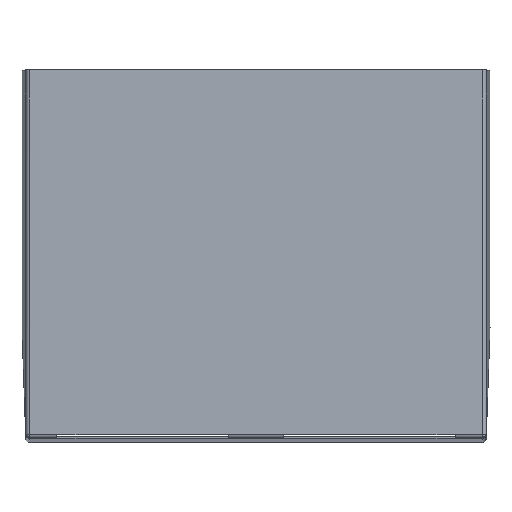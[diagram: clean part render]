
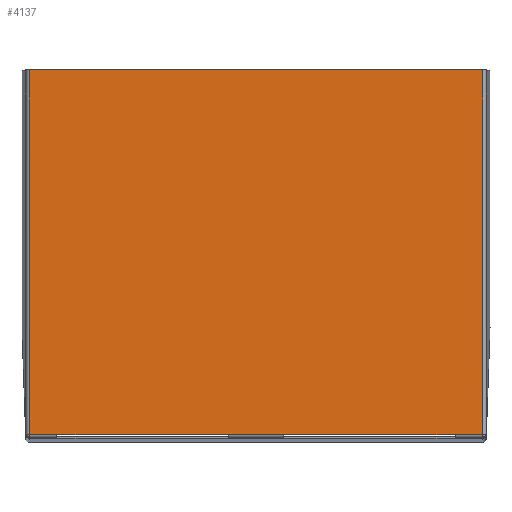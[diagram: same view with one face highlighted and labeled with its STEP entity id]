
A CAD part, front view. The second image highlights one B-rep face of the part: STEP entity #4137.
In plain terms, the highlighted planar face has unit normal (0, -1, 0.007).
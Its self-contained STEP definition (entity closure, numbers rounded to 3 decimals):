
#91 = LINE ( 'NONE', #10533, #6585 ) ;
#152 = DIRECTION ( 'NONE',  ( -1., 0., 0. ) ) ;
#187 = VECTOR ( 'NONE', #2325, 1000. ) ;
#272 = ORIENTED_EDGE ( 'NONE', *, *, #5427, .F. ) ;
#783 = DIRECTION ( 'NONE',  ( -1., 0., 0. ) ) ;
#850 = VERTEX_POINT ( 'NONE', #3503 ) ;
#988 = CARTESIAN_POINT ( 'NONE',  ( 939.895, 23.033, -219.938 ) ) ;
#1240 = LINE ( 'NONE', #1797, #1755 ) ;
#1434 = CARTESIAN_POINT ( 'NONE',  ( 915.895, 23.033, -219.938 ) ) ;
#1639 = ORIENTED_EDGE ( 'NONE', *, *, #8070, .F. ) ;
#1699 = EDGE_CURVE ( 'NONE', #9131, #6480, #1240, .T. ) ;
#1700 = CARTESIAN_POINT ( 'NONE',  ( 1026.372, 24.139, -61.49 ) ) ;
#1755 = VECTOR ( 'NONE', #7698, 1000. ) ;
#1797 = CARTESIAN_POINT ( 'NONE',  ( 829.419, 23.033, -219.938 ) ) ;
#1817 = VERTEX_POINT ( 'NONE', #1434 ) ;
#2210 = DIRECTION ( 'NONE',  ( 0., 1., -0.007 ) ) ;
#2325 = DIRECTION ( 'NONE',  ( 1., 0., 0. ) ) ;
#2447 = LINE ( 'NONE', #6541, #187 ) ;
#2596 = FACE_OUTER_BOUND ( 'NONE', #4999, .T. ) ;
#2698 = VECTOR ( 'NONE', #152, 1000. ) ;
#2989 = LINE ( 'NONE', #988, #2698 ) ;
#3105 = VECTOR ( 'NONE', #783, 1000. ) ;
#3175 = ORIENTED_EDGE ( 'NONE', *, *, #9663, .F. ) ;
#3315 = VERTEX_POINT ( 'NONE', #5755 ) ;
#3381 = DIRECTION ( 'NONE',  ( 0., -0.007, -1. ) ) ;
#3503 = CARTESIAN_POINT ( 'NONE',  ( 829.419, 23.033, -219.938 ) ) ;
#3857 = DIRECTION ( 'NONE',  ( -1., 0., 0. ) ) ;
#3875 = PLANE ( 'NONE',  #4822 ) ;
#4137 = ADVANCED_FACE ( 'NONE', ( #2596 ), #3875, .F. ) ;
#4435 = VECTOR ( 'NONE', #10135, 1000. ) ;
#4822 = AXIS2_PLACEMENT_3D ( 'NONE', #7263, #2210, #8096 ) ;
#4999 = EDGE_LOOP ( 'NONE', ( #9493, #1639, #3175, #10564, #7206, #272, #10575, #10689 ) ) ;
#5043 = CARTESIAN_POINT ( 'NONE',  ( 1026.372, 23.033, -219.938 ) ) ;
#5159 = VERTEX_POINT ( 'NONE', #6696 ) ;
#5337 = LINE ( 'NONE', #8817, #7551 ) ;
#5361 = LINE ( 'NONE', #5807, #3105 ) ;
#5427 = EDGE_CURVE ( 'NONE', #6480, #10271, #2989, .T. ) ;
#5755 = CARTESIAN_POINT ( 'NONE',  ( 841.419, 23.033, -219.938 ) ) ;
#5807 = CARTESIAN_POINT ( 'NONE',  ( 841.419, 23.033, -219.938 ) ) ;
#6056 = CARTESIAN_POINT ( 'NONE',  ( 1014.371, 23.033, -219.938 ) ) ;
#6480 = VERTEX_POINT ( 'NONE', #6056 ) ;
#6541 = CARTESIAN_POINT ( 'NONE',  ( 868.282, 24.139, -61.49 ) ) ;
#6585 = VECTOR ( 'NONE', #3857, 1000. ) ;
#6696 = CARTESIAN_POINT ( 'NONE',  ( 829.419, 24.139, -61.49 ) ) ;
#6704 = EDGE_CURVE ( 'NONE', #10271, #1817, #91, .T. ) ;
#7206 = ORIENTED_EDGE ( 'NONE', *, *, #6704, .F. ) ;
#7263 = CARTESIAN_POINT ( 'NONE',  ( 982.959, 23.815, -107.85 ) ) ;
#7551 = VECTOR ( 'NONE', #9704, 1000. ) ;
#7698 = DIRECTION ( 'NONE',  ( -1., 0., 0. ) ) ;
#7866 = CARTESIAN_POINT ( 'NONE',  ( 939.895, 23.033, -219.938 ) ) ;
#8038 = EDGE_CURVE ( 'NONE', #8122, #9131, #10899, .T. ) ;
#8070 = EDGE_CURVE ( 'NONE', #850, #5159, #8934, .T. ) ;
#8096 = DIRECTION ( 'NONE',  ( 0., 0.007, 1. ) ) ;
#8122 = VERTEX_POINT ( 'NONE', #1700 ) ;
#8656 = VECTOR ( 'NONE', #3381, 1000. ) ;
#8765 = EDGE_CURVE ( 'NONE', #5159, #8122, #2447, .T. ) ;
#8817 = CARTESIAN_POINT ( 'NONE',  ( 829.419, 23.033, -219.938 ) ) ;
#8934 = LINE ( 'NONE', #9282, #4435 ) ;
#9019 = EDGE_CURVE ( 'NONE', #1817, #3315, #5361, .T. ) ;
#9131 = VERTEX_POINT ( 'NONE', #10106 ) ;
#9282 = CARTESIAN_POINT ( 'NONE',  ( 829.419, 23.033, -219.938 ) ) ;
#9493 = ORIENTED_EDGE ( 'NONE', *, *, #8765, .F. ) ;
#9663 = EDGE_CURVE ( 'NONE', #3315, #850, #5337, .T. ) ;
#9704 = DIRECTION ( 'NONE',  ( -1., 0., 0. ) ) ;
#10106 = CARTESIAN_POINT ( 'NONE',  ( 1026.372, 23.033, -219.938 ) ) ;
#10135 = DIRECTION ( 'NONE',  ( 0., 0.007, 1. ) ) ;
#10271 = VERTEX_POINT ( 'NONE', #7866 ) ;
#10533 = CARTESIAN_POINT ( 'NONE',  ( 829.419, 23.033, -219.938 ) ) ;
#10564 = ORIENTED_EDGE ( 'NONE', *, *, #9019, .F. ) ;
#10575 = ORIENTED_EDGE ( 'NONE', *, *, #1699, .F. ) ;
#10689 = ORIENTED_EDGE ( 'NONE', *, *, #8038, .F. ) ;
#10899 = LINE ( 'NONE', #5043, #8656 ) ;
